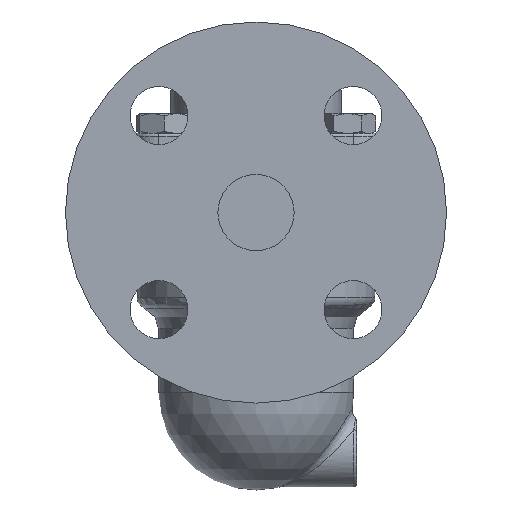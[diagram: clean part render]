
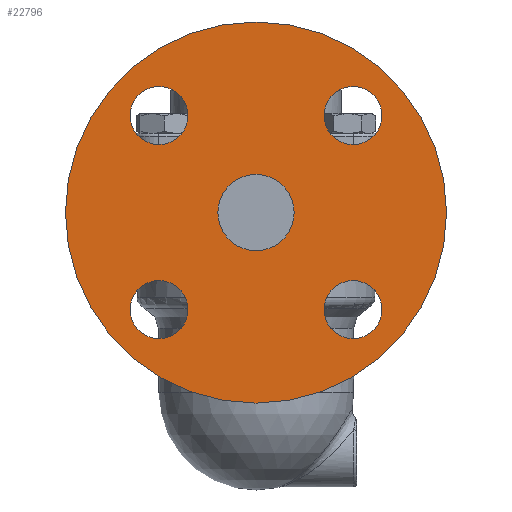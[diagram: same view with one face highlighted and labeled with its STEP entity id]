
A CAD part, left-side view. The second image highlights one B-rep face of the part: STEP entity #22796.
In plain terms, the highlighted planar face has unit normal (-1, 0, 0).
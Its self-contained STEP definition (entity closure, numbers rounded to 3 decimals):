
#22725=CARTESIAN_POINT('',(-105.0,0.0,-1.));
#22726=DIRECTION('',(1.0,0.0,0.0));
#22727=DIRECTION('',(0.0,0.0,-1.0));
#22728=AXIS2_PLACEMENT_3D('',#22725,#22726,#22727);
#22729=PLANE('',#22728);
#22730=CARTESIAN_POINT('',(-105.0,0.,61.5));
#22731=VERTEX_POINT('',#22730);
#22732=CARTESIAN_POINT('',(-105.0,0.0,-1.));
#22733=DIRECTION('',(1.0,0.0,0.0));
#22734=DIRECTION('',(0.0,0.0,-1.0));
#22735=AXIS2_PLACEMENT_3D('',#22732,#22733,#22734);
#22736=CIRCLE('',#22735,62.5);
#22737=EDGE_CURVE('',#22731,#22731,#22736,.T.);
#22738=ORIENTED_EDGE('',*,*,#22737,.F.);
#22739=EDGE_LOOP('',(#22738));
#22740=FACE_OUTER_BOUND('',#22739,.T.);
#22741=CARTESIAN_POINT('',(-105.0,31.82,40.32));
#22742=VERTEX_POINT('',#22741);
#22743=CARTESIAN_POINT('',(-105.0,31.82,30.82));
#22744=DIRECTION('',(1.0,0.0,0.0));
#22745=DIRECTION('',(0.0,0.0,1.0));
#22746=AXIS2_PLACEMENT_3D('',#22743,#22744,#22745);
#22747=CIRCLE('',#22746,9.5);
#22748=EDGE_CURVE('',#22742,#22742,#22747,.T.);
#22749=ORIENTED_EDGE('',*,*,#22748,.T.);
#22750=EDGE_LOOP('',(#22749));
#22751=FACE_BOUND('',#22750,.T.);
#22752=CARTESIAN_POINT('',(-105.0,-41.32,30.82));
#22753=VERTEX_POINT('',#22752);
#22754=CARTESIAN_POINT('',(-105.0,-31.82,30.82));
#22755=DIRECTION('',(1.0,0.0,0.0));
#22756=DIRECTION('',(0.0,-1.0,0.0));
#22757=AXIS2_PLACEMENT_3D('',#22754,#22755,#22756);
#22758=CIRCLE('',#22757,9.5);
#22759=EDGE_CURVE('',#22753,#22753,#22758,.T.);
#22760=ORIENTED_EDGE('',*,*,#22759,.T.);
#22761=EDGE_LOOP('',(#22760));
#22762=FACE_BOUND('',#22761,.T.);
#22763=CARTESIAN_POINT('',(-105.0,-31.82,-42.32));
#22764=VERTEX_POINT('',#22763);
#22765=CARTESIAN_POINT('',(-105.0,-31.82,-32.82));
#22766=DIRECTION('',(1.0,0.0,0.0));
#22767=DIRECTION('',(0.0,0.0,-1.0));
#22768=AXIS2_PLACEMENT_3D('',#22765,#22766,#22767);
#22769=CIRCLE('',#22768,9.5);
#22770=EDGE_CURVE('',#22764,#22764,#22769,.T.);
#22771=ORIENTED_EDGE('',*,*,#22770,.T.);
#22772=EDGE_LOOP('',(#22771));
#22773=FACE_BOUND('',#22772,.T.);
#22774=CARTESIAN_POINT('',(-105.0,41.32,-32.82));
#22775=VERTEX_POINT('',#22774);
#22776=CARTESIAN_POINT('',(-105.0,31.82,-32.82));
#22777=DIRECTION('',(1.0,0.0,0.0));
#22778=DIRECTION('',(0.0,1.0,0.0));
#22779=AXIS2_PLACEMENT_3D('',#22776,#22777,#22778);
#22780=CIRCLE('',#22779,9.5);
#22781=EDGE_CURVE('',#22775,#22775,#22780,.T.);
#22782=ORIENTED_EDGE('',*,*,#22781,.T.);
#22783=EDGE_LOOP('',(#22782));
#22784=FACE_BOUND('',#22783,.T.);
#22785=CARTESIAN_POINT('',(-105.0,0.,11.5));
#22786=VERTEX_POINT('',#22785);
#22787=CARTESIAN_POINT('',(-105.0,0.0,-1.));
#22788=DIRECTION('',(1.0,0.0,0.0));
#22789=DIRECTION('',(0.0,0.0,-1.0));
#22790=AXIS2_PLACEMENT_3D('',#22787,#22788,#22789);
#22791=CIRCLE('',#22790,12.5);
#22792=EDGE_CURVE('',#22786,#22786,#22791,.T.);
#22793=ORIENTED_EDGE('',*,*,#22792,.T.);
#22794=EDGE_LOOP('',(#22793));
#22795=FACE_BOUND('',#22794,.T.);
#22796=ADVANCED_FACE('',(#22740,#22751,#22762,#22773,#22784,#22795),#22729,.F.);
